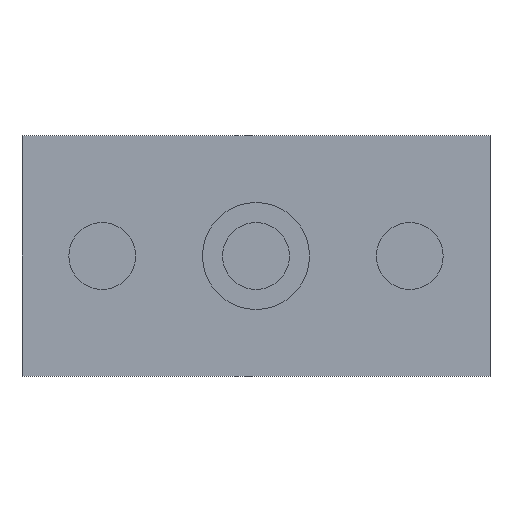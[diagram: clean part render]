
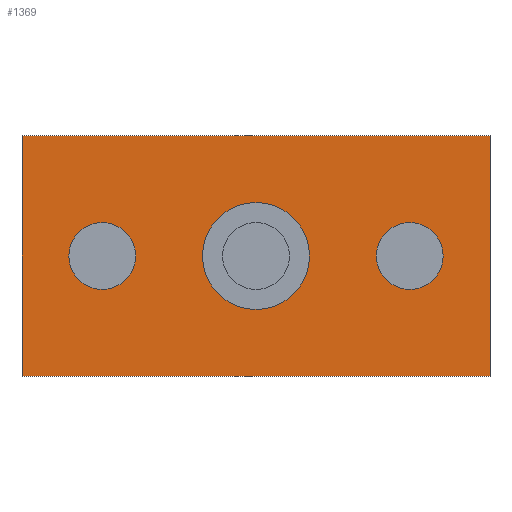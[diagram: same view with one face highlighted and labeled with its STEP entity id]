
A CAD part, front view. The second image highlights one B-rep face of the part: STEP entity #1369.
In plain terms, the highlighted planar face has unit normal (0, -1, 0).
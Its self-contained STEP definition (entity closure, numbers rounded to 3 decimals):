
#46 = PLANE ( 'NONE',  #662 ) ;
#81 = VERTEX_POINT ( 'NONE', #2050 ) ;
#120 = EDGE_CURVE ( 'NONE', #1746, #1928, #1680, .T. ) ;
#169 = EDGE_CURVE ( 'NONE', #1353, #81, #1197, .T. ) ;
#198 = EDGE_LOOP ( 'NONE', ( #973, #1007 ) ) ;
#268 = CARTESIAN_POINT ( 'NONE',  ( 17.5, -1.25, 9. ) ) ;
#274 = CARTESIAN_POINT ( 'NONE',  ( -17.5, -1.25, -9. ) ) ;
#279 = AXIS2_PLACEMENT_3D ( 'NONE', #1841, #1832, #1828 ) ;
#305 = VERTEX_POINT ( 'NONE', #1123 ) ;
#376 = VECTOR ( 'NONE', #591, 1000. ) ;
#439 = EDGE_LOOP ( 'NONE', ( #849, #877, #904, #909 ) ) ;
#549 = FACE_OUTER_BOUND ( 'NONE', #439, .T. ) ;
#579 = DIRECTION ( 'NONE',  ( 0., 1., 0. ) ) ;
#591 = DIRECTION ( 'NONE',  ( 1., 0., 0. ) ) ;
#662 = AXIS2_PLACEMENT_3D ( 'NONE', #1885, #579, #1750 ) ;
#716 = CARTESIAN_POINT ( 'NONE',  ( 17.5, -1.25, 9. ) ) ;
#820 = CARTESIAN_POINT ( 'NONE',  ( -17.5, -1.25, 9. ) ) ;
#849 = ORIENTED_EDGE ( 'NONE', *, *, #1798, .T. ) ;
#877 = ORIENTED_EDGE ( 'NONE', *, *, #1206, .F. ) ;
#904 = ORIENTED_EDGE ( 'NONE', *, *, #1455, .F. ) ;
#909 = ORIENTED_EDGE ( 'NONE', *, *, #169, .T. ) ;
#959 = EDGE_CURVE ( 'NONE', #1928, #1746, #1524, .T. ) ;
#973 = ORIENTED_EDGE ( 'NONE', *, *, #120, .F. ) ;
#1007 = ORIENTED_EDGE ( 'NONE', *, *, #959, .F. ) ;
#1123 = CARTESIAN_POINT ( 'NONE',  ( 17.5, -1.25, -9. ) ) ;
#1156 = FACE_BOUND ( 'NONE', #198, .T. ) ;
#1197 = LINE ( 'NONE', #1694, #1601 ) ;
#1206 = EDGE_CURVE ( 'NONE', #1933, #305, #1394, .T. ) ;
#1207 = AXIS2_PLACEMENT_3D ( 'NONE', #2145, #2150, #2152 ) ;
#1346 = CARTESIAN_POINT ( 'NONE',  ( -17.5, -1.25, 9. ) ) ;
#1353 = VERTEX_POINT ( 'NONE', #1346 ) ;
#1369 = ADVANCED_FACE ( 'NONE', ( #549, #1156 ), #46, .F. ) ;
#1388 = DIRECTION ( 'NONE',  ( 0., 0., -1. ) ) ;
#1394 = LINE ( 'NONE', #268, #1795 ) ;
#1455 = EDGE_CURVE ( 'NONE', #1353, #1933, #2294, .T. ) ;
#1521 = DIRECTION ( 'NONE',  ( 1., 0., 0. ) ) ;
#1524 = CIRCLE ( 'NONE', #1207, 4. ) ;
#1528 = CARTESIAN_POINT ( 'NONE',  ( 0., -1.25, 4. ) ) ;
#1601 = VECTOR ( 'NONE', #1654, 1000. ) ;
#1634 = CARTESIAN_POINT ( 'NONE',  ( 0., -1.25, -4. ) ) ;
#1654 = DIRECTION ( 'NONE',  ( 0., 0., -1. ) ) ;
#1680 = CIRCLE ( 'NONE', #279, 4. ) ;
#1694 = CARTESIAN_POINT ( 'NONE',  ( -17.5, -1.25, 9. ) ) ;
#1746 = VERTEX_POINT ( 'NONE', #1528 ) ;
#1750 = DIRECTION ( 'NONE',  ( 0., 0., 1. ) ) ;
#1795 = VECTOR ( 'NONE', #1388, 1000. ) ;
#1798 = EDGE_CURVE ( 'NONE', #81, #305, #2171, .T. ) ;
#1828 = DIRECTION ( 'NONE',  ( 0., 0., 1. ) ) ;
#1832 = DIRECTION ( 'NONE',  ( 0., -1., 0. ) ) ;
#1841 = CARTESIAN_POINT ( 'NONE',  ( 0., -1.25, 0. ) ) ;
#1885 = CARTESIAN_POINT ( 'NONE',  ( -17.5, -1.25, 9. ) ) ;
#1928 = VERTEX_POINT ( 'NONE', #1634 ) ;
#1933 = VERTEX_POINT ( 'NONE', #716 ) ;
#2050 = CARTESIAN_POINT ( 'NONE',  ( -17.5, -1.25, -9. ) ) ;
#2122 = VECTOR ( 'NONE', #1521, 1000. ) ;
#2145 = CARTESIAN_POINT ( 'NONE',  ( 0., -1.25, 0. ) ) ;
#2150 = DIRECTION ( 'NONE',  ( 0., -1., 0. ) ) ;
#2152 = DIRECTION ( 'NONE',  ( 0., 0., 1. ) ) ;
#2171 = LINE ( 'NONE', #274, #2122 ) ;
#2294 = LINE ( 'NONE', #820, #376 ) ;
